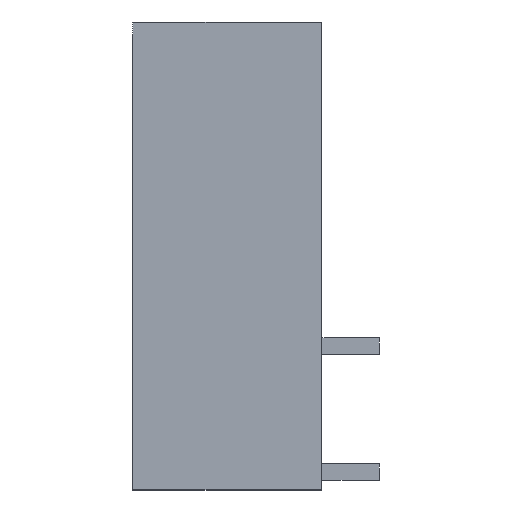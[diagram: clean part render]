
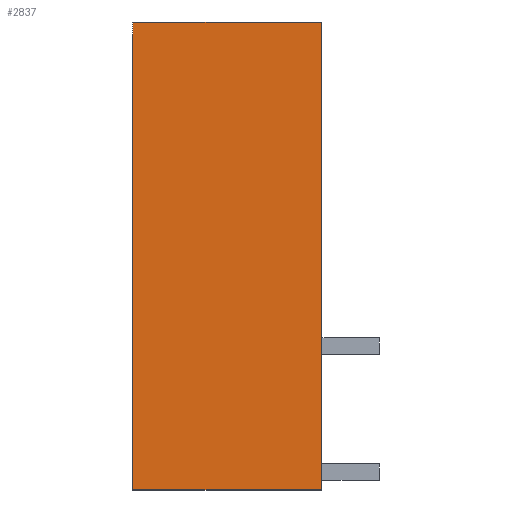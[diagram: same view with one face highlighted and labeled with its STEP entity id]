
A CAD part, left-side view. The second image highlights one B-rep face of the part: STEP entity #2837.
In plain terms, the highlighted planar face has unit normal (-1, 0, 0).
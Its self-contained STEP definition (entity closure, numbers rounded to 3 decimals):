
#2824=AXIS2_PLACEMENT_3D('Plane Axis2P3D',#2821,#2822,#2823) ;
#641=CARTESIAN_POINT('Vertex',(0.,14.9,0.)) ;
#644=CARTESIAN_POINT('Line Origine',(0.,14.9,14.15)) ;
#648=CARTESIAN_POINT('Vertex',(0.,14.9,28.3)) ;
#1467=CARTESIAN_POINT('Vertex',(0.,3.5,28.3)) ;
#1470=CARTESIAN_POINT('Line Origine',(0.,3.5,14.15)) ;
#1474=CARTESIAN_POINT('Vertex',(0.,3.5,0.)) ;
#2659=CARTESIAN_POINT('Line Origine',(0.,9.2,0.)) ;
#2821=CARTESIAN_POINT('Axis2P3D Location',(0.,3.6,12.2)) ;
#2826=CARTESIAN_POINT('Line Origine',(0.,9.2,28.3)) ;
#645=DIRECTION('Vector Direction',(0.,0.,-1.)) ;
#1471=DIRECTION('Vector Direction',(0.,0.,-1.)) ;
#2660=DIRECTION('Vector Direction',(0.,1.,0.)) ;
#2822=DIRECTION('Axis2P3D Direction',(1.,0.,0.)) ;
#2823=DIRECTION('Axis2P3D XDirection',(0.,1.,0.)) ;
#2827=DIRECTION('Vector Direction',(0.,1.,0.)) ;
#646=VECTOR('Line Direction',#645,1.) ;
#1472=VECTOR('Line Direction',#1471,1.) ;
#2661=VECTOR('Line Direction',#2660,1.) ;
#2828=VECTOR('Line Direction',#2827,1.) ;
#2832=ORIENTED_EDGE('',*,*,#2663,.F.) ;
#2833=ORIENTED_EDGE('',*,*,#1476,.F.) ;
#2834=ORIENTED_EDGE('',*,*,#2830,.T.) ;
#2835=ORIENTED_EDGE('',*,*,#650,.T.) ;
#2837=ADVANCED_FACE('HOUSING',(#2836),#2825,.F.) ;
#650=EDGE_CURVE('',#649,#642,#647,.T.) ;
#1476=EDGE_CURVE('',#1468,#1475,#1473,.T.) ;
#2663=EDGE_CURVE('',#1475,#642,#2662,.T.) ;
#2830=EDGE_CURVE('',#1468,#649,#2829,.T.) ;
#2831=EDGE_LOOP('',(#2832,#2833,#2834,#2835)) ;
#2836=FACE_OUTER_BOUND('',#2831,.T.) ;
#647=LINE('Line',#644,#646) ;
#1473=LINE('Line',#1470,#1472) ;
#2662=LINE('Line',#2659,#2661) ;
#2829=LINE('Line',#2826,#2828) ;
#2825=PLANE('',#2824) ;
#642=VERTEX_POINT('',#641) ;
#649=VERTEX_POINT('',#648) ;
#1468=VERTEX_POINT('',#1467) ;
#1475=VERTEX_POINT('',#1474) ;
